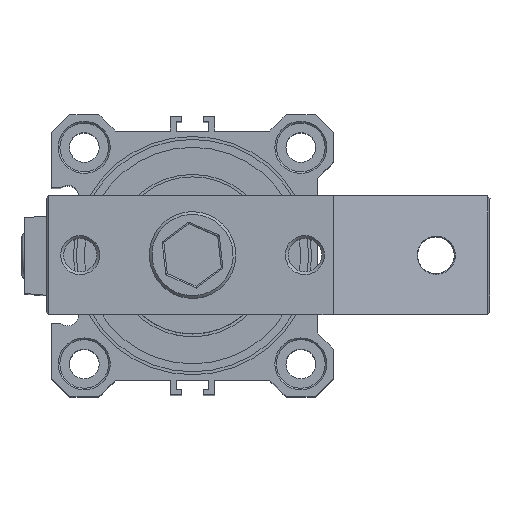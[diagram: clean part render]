
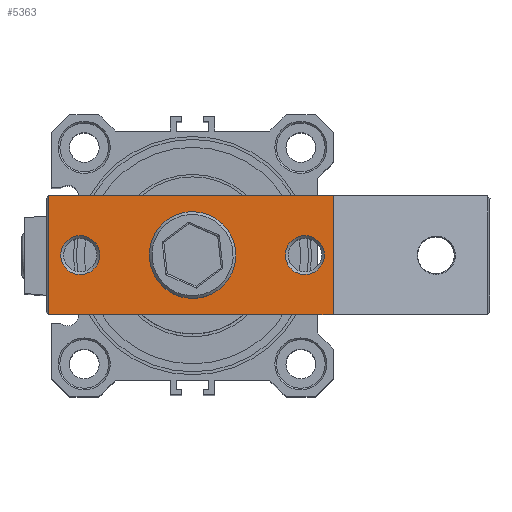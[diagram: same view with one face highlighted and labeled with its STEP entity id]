
A CAD part, top view. The second image highlights one B-rep face of the part: STEP entity #5363.
In plain terms, the highlighted planar face has unit normal (0, 0, 1).
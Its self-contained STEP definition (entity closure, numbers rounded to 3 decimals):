
#64=PLANE('',#5793);
#176=FACE_BOUND('',#654,.T.);
#177=FACE_BOUND('',#655,.T.);
#178=FACE_BOUND('',#656,.T.);
#368=FACE_OUTER_BOUND('',#653,.T.);
#653=EDGE_LOOP('',(#3774,#3775,#3776,#3777));
#654=EDGE_LOOP('',(#3778,#3779));
#655=EDGE_LOOP('',(#3780,#3781));
#656=EDGE_LOOP('',(#3782,#3783));
#946=LINE('',#8850,#1322);
#955=LINE('',#8868,#1331);
#959=LINE('',#8886,#1335);
#960=LINE('',#8887,#1336);
#1322=VECTOR('',#6712,1000.);
#1331=VECTOR('',#6727,1000.);
#1335=VECTOR('',#6733,1000.);
#1336=VECTOR('',#6734,1000.);
#1758=CIRCLE('',#5769,3.6);
#1759=CIRCLE('',#5770,3.6);
#1762=CIRCLE('',#5774,3.6);
#1763=CIRCLE('',#5775,3.6);
#1766=CIRCLE('',#5779,5.75);
#1767=CIRCLE('',#5780,5.75);
#2160=VERTEX_POINT('',#8800);
#2161=VERTEX_POINT('',#8802);
#2164=VERTEX_POINT('',#8810);
#2165=VERTEX_POINT('',#8812);
#2168=VERTEX_POINT('',#8820);
#2169=VERTEX_POINT('',#8822);
#2177=VERTEX_POINT('',#8847);
#2178=VERTEX_POINT('',#8849);
#2184=VERTEX_POINT('',#8867);
#2187=VERTEX_POINT('',#8885);
#2762=EDGE_CURVE('',#2160,#2161,#1758,.T.);
#2763=EDGE_CURVE('',#2161,#2160,#1759,.T.);
#2767=EDGE_CURVE('',#2164,#2165,#1762,.T.);
#2768=EDGE_CURVE('',#2165,#2164,#1763,.T.);
#2772=EDGE_CURVE('',#2168,#2169,#1766,.T.);
#2773=EDGE_CURVE('',#2169,#2168,#1767,.T.);
#2785=EDGE_CURVE('',#2177,#2178,#946,.T.);
#2794=EDGE_CURVE('',#2184,#2178,#955,.T.);
#2799=EDGE_CURVE('',#2184,#2187,#959,.T.);
#2800=EDGE_CURVE('',#2187,#2177,#960,.T.);
#3774=ORIENTED_EDGE('',*,*,#2799,.F.);
#3775=ORIENTED_EDGE('',*,*,#2794,.T.);
#3776=ORIENTED_EDGE('',*,*,#2785,.F.);
#3777=ORIENTED_EDGE('',*,*,#2800,.F.);
#3778=ORIENTED_EDGE('',*,*,#2763,.F.);
#3779=ORIENTED_EDGE('',*,*,#2762,.F.);
#3780=ORIENTED_EDGE('',*,*,#2768,.F.);
#3781=ORIENTED_EDGE('',*,*,#2767,.F.);
#3782=ORIENTED_EDGE('',*,*,#2773,.F.);
#3783=ORIENTED_EDGE('',*,*,#2772,.F.);
#5363=ADVANCED_FACE('',(#368,#176,#177,#178),#64,.F.);
#5769=AXIS2_PLACEMENT_3D('',#8803,#6661,#6662);
#5770=AXIS2_PLACEMENT_3D('',#8804,#6663,#6664);
#5774=AXIS2_PLACEMENT_3D('',#8813,#6672,#6673);
#5775=AXIS2_PLACEMENT_3D('',#8814,#6674,#6675);
#5779=AXIS2_PLACEMENT_3D('',#8823,#6683,#6684);
#5780=AXIS2_PLACEMENT_3D('',#8824,#6685,#6686);
#5793=AXIS2_PLACEMENT_3D('',#8884,#6731,#6732);
#6661=DIRECTION('center_axis',(0.,0.,
1.));
#6662=DIRECTION('ref_axis',(0.,1.,0.));
#6663=DIRECTION('center_axis',(0.,0.,
1.));
#6664=DIRECTION('ref_axis',(0.,1.,0.));
#6672=DIRECTION('center_axis',(0.,0.,
1.));
#6673=DIRECTION('ref_axis',(0.,1.,0.));
#6674=DIRECTION('center_axis',(0.,0.,
1.));
#6675=DIRECTION('ref_axis',(0.,1.,0.));
#6683=DIRECTION('center_axis',(0.,0.,
1.));
#6684=DIRECTION('ref_axis',(0.,1.,0.));
#6685=DIRECTION('center_axis',(0.,0.,
1.));
#6686=DIRECTION('ref_axis',(0.,1.,0.));
#6712=DIRECTION('',(1.,0.,0.));
#6727=DIRECTION('',(0.,1.,0.));
#6731=DIRECTION('center_axis',(0.,0.,
-1.));
#6732=DIRECTION('ref_axis',(0.,-1.,0.));
#6733=DIRECTION('',(-1.,0.,0.));
#6734=DIRECTION('',(0.,1.,0.));
#8800=CARTESIAN_POINT('',(-23.085,-3.942,91.5));
#8802=CARTESIAN_POINT('',(-23.085,3.258,91.5));
#8803=CARTESIAN_POINT('Origin',(-23.085,-0.342,91.5));
#8804=CARTESIAN_POINT('Origin',(-23.085,-0.342,91.5));
#8810=CARTESIAN_POINT('',(18.415,-3.942,91.5));
#8812=CARTESIAN_POINT('',(18.415,3.258,91.5));
#8813=CARTESIAN_POINT('Origin',(18.415,-0.342,91.5));
#8814=CARTESIAN_POINT('Origin',(18.415,-0.342,91.5));
#8820=CARTESIAN_POINT('',(-2.335,-6.092,91.5));
#8822=CARTESIAN_POINT('',(-2.335,5.408,91.5));
#8823=CARTESIAN_POINT('Origin',(-2.335,-0.342,91.5));
#8824=CARTESIAN_POINT('Origin',(-2.335,-0.342,91.5));
#8847=CARTESIAN_POINT('',(-28.885,10.658,91.5));
#8849=CARTESIAN_POINT('',(23.615,10.658,91.5));
#8850=CARTESIAN_POINT('',(-29.385,10.658,91.5));
#8867=CARTESIAN_POINT('',(23.615,-11.342,91.5));
#8868=CARTESIAN_POINT('',(23.615,10.658,91.5));
#8884=CARTESIAN_POINT('Origin',(-29.385,10.658,91.5));
#8885=CARTESIAN_POINT('',(-28.885,-11.342,91.5));
#8886=CARTESIAN_POINT('',(-29.385,-11.342,91.5));
#8887=CARTESIAN_POINT('',(-28.885,10.658,91.5));
